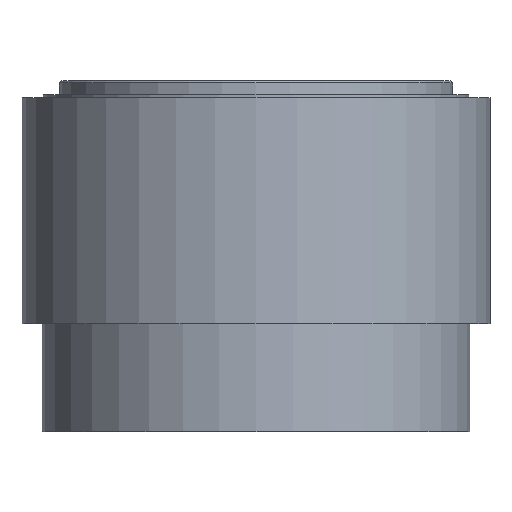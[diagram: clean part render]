
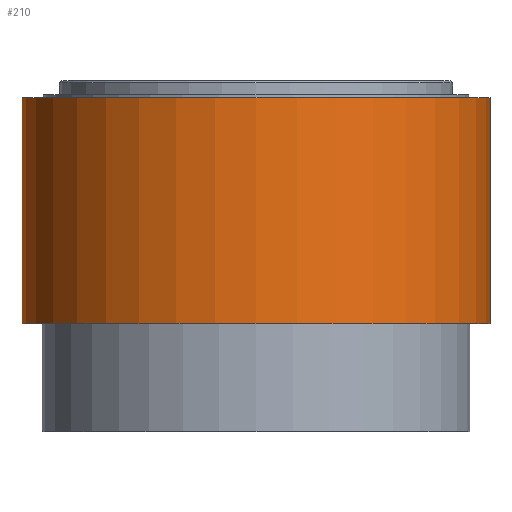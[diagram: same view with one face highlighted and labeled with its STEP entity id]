
A CAD part, front view. The second image highlights one B-rep face of the part: STEP entity #210.
In plain terms, the highlighted cylindrical face has radius 50 mm (diameter 100 mm), a partial arc.
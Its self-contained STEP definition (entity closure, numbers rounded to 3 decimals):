
#188 = EDGE_LOOP ( 'NONE', ( #225, #205, #204, #221 ) ) ;
#204 = ORIENTED_EDGE ( 'NONE', *, *, #1676, .T. ) ;
#205 = ORIENTED_EDGE ( 'NONE', *, *, #5268, .F. ) ;
#210 = ADVANCED_FACE ( 'NONE', ( #2169 ), #2168, .T. ) ;
#221 = ORIENTED_EDGE ( 'NONE', *, *, #223, .F. ) ;
#223 = EDGE_CURVE ( 'NONE', #1665, #1669, #2206, .T. ) ;
#225 = ORIENTED_EDGE ( 'NONE', *, *, #1658, .F. ) ;
#1658 = EDGE_CURVE ( 'NONE', #1679, #1665, #4695, .T. ) ;
#1665 = VERTEX_POINT ( 'NONE', #4739 ) ;
#1669 = VERTEX_POINT ( 'NONE', #4733 ) ;
#1676 = EDGE_CURVE ( 'NONE', #1680, #1669, #4725, .T. ) ;
#1679 = VERTEX_POINT ( 'NONE', #4779 ) ;
#1680 = VERTEX_POINT ( 'NONE', #4778 ) ;
#2164 = DIRECTION ( 'NONE',  ( -1., 0., 0. ) ) ;
#2165 = DIRECTION ( 'NONE',  ( 0., 0., -1. ) ) ;
#2166 = CARTESIAN_POINT ( 'NONE',  ( 0., 0., 71.35 ) ) ;
#2167 = AXIS2_PLACEMENT_3D ( 'NONE', #2166, #2165, #2164 ) ;
#2168 = CYLINDRICAL_SURFACE ( 'NONE', #2167, 50. ) ;
#2169 = FACE_OUTER_BOUND ( 'NONE', #188, .T. ) ;
#2202 = DIRECTION ( 'NONE',  ( -1., 0., 0. ) ) ;
#2203 = DIRECTION ( 'NONE',  ( 0., 0., -1. ) ) ;
#2204 = CARTESIAN_POINT ( 'NONE',  ( 0., 0., 23. ) ) ;
#2205 = AXIS2_PLACEMENT_3D ( 'NONE', #2204, #2203, #2202 ) ;
#2206 = CIRCLE ( 'NONE', #2205, 50. ) ;
#4695 = LINE ( 'NONE', #4751, #4750 ) ;
#4723 = DIRECTION ( 'NONE',  ( 0., 0., -1. ) ) ;
#4724 = CARTESIAN_POINT ( 'NONE',  ( -50., 0., 71.35 ) ) ;
#4725 = LINE ( 'NONE', #4724, #4785 ) ;
#4733 = CARTESIAN_POINT ( 'NONE',  ( -50., 0., 23. ) ) ;
#4739 = CARTESIAN_POINT ( 'NONE',  ( 50., 0., 23. ) ) ;
#4749 = DIRECTION ( 'NONE',  ( 0., 0., -1. ) ) ;
#4750 = VECTOR ( 'NONE', #4749, 1000. ) ;
#4751 = CARTESIAN_POINT ( 'NONE',  ( 50., 0., 71.35 ) ) ;
#4778 = CARTESIAN_POINT ( 'NONE',  ( -50., 0., 71.35 ) ) ;
#4779 = CARTESIAN_POINT ( 'NONE',  ( 50., 0., 71.35 ) ) ;
#4785 = VECTOR ( 'NONE', #4723, 1000. ) ;
#5080 = DIRECTION ( 'NONE',  ( 1., 0., 0. ) ) ;
#5081 = DIRECTION ( 'NONE',  ( 0., 0., 1. ) ) ;
#5082 = CARTESIAN_POINT ( 'NONE',  ( 0., 0., 71.35 ) ) ;
#5083 = AXIS2_PLACEMENT_3D ( 'NONE', #5082, #5081, #5080 ) ;
#5084 = CIRCLE ( 'NONE', #5083, 50. ) ;
#5268 = EDGE_CURVE ( 'NONE', #1680, #1679, #5084, .T. ) ;
